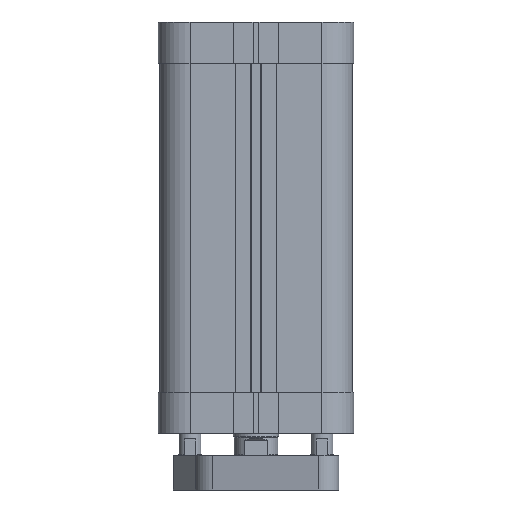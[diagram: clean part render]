
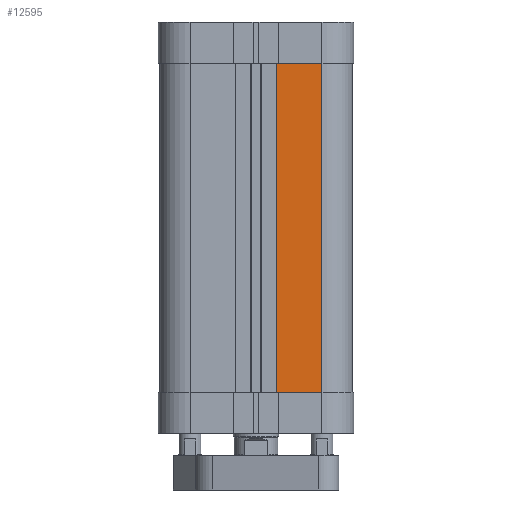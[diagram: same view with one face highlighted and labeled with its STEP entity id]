
A CAD part, front view. The second image highlights one B-rep face of the part: STEP entity #12595.
In plain terms, the highlighted planar face has unit normal (0, -1, 0).
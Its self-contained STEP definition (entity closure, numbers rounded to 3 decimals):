
#815=LINE('',#20058,#1707);
#921=LINE('',#20528,#1813);
#1032=LINE('',#20854,#1924);
#1033=LINE('',#20856,#1925);
#1707=VECTOR('',#16241,15.9);
#1813=VECTOR('',#16607,15.9);
#1924=VECTOR('',#16986,116.);
#1925=VECTOR('',#16989,116.);
#2480=PLANE('',#13938);
#3545=FACE_OUTER_BOUND('',#4626,.T.);
#4626=EDGE_LOOP('',(#10704,#10705,#10706,#10707));
#6195=VERTEX_POINT('',#20055);
#6196=VERTEX_POINT('',#20057);
#6429=VERTEX_POINT('',#20525);
#6430=VERTEX_POINT('',#20527);
#7606=EDGE_CURVE('',#6195,#6196,#815,.T.);
#7840=EDGE_CURVE('',#6430,#6429,#921,.T.);
#8002=EDGE_CURVE('',#6195,#6430,#1032,.T.);
#8003=EDGE_CURVE('',#6196,#6429,#1033,.T.);
#10704=ORIENTED_EDGE('',*,*,#7840,.T.);
#10705=ORIENTED_EDGE('',*,*,#8003,.F.);
#10706=ORIENTED_EDGE('',*,*,#7606,.F.);
#10707=ORIENTED_EDGE('',*,*,#8002,.T.);
#12595=ADVANCED_FACE('',(#3545),#2480,.T.);
#13938=AXIS2_PLACEMENT_3D('',#20855,#16987,#16988);
#16241=DIRECTION('',(-1.,0.,0.));
#16607=DIRECTION('',(-1.,0.,0.));
#16986=DIRECTION('',(0.,0.,1.));
#16987=DIRECTION('center_axis',(0.,-1.,0.));
#16988=DIRECTION('ref_axis',(0.,0.,-1.));
#16989=DIRECTION('',(0.,0.,1.));
#20055=CARTESIAN_POINT('',(23.25,-34.,-116.));
#20057=CARTESIAN_POINT('',(7.35,-34.,-116.));
#20058=CARTESIAN_POINT('',(23.25,-34.,-116.));
#20525=CARTESIAN_POINT('',(7.35,-34.,0.));
#20527=CARTESIAN_POINT('',(23.25,-34.,0.));
#20528=CARTESIAN_POINT('',(23.25,-34.,0.));
#20854=CARTESIAN_POINT('',(23.25,-34.,-116.));
#20855=CARTESIAN_POINT('Origin',(23.25,-34.,-116.));
#20856=CARTESIAN_POINT('',(7.35,-34.,-116.));
